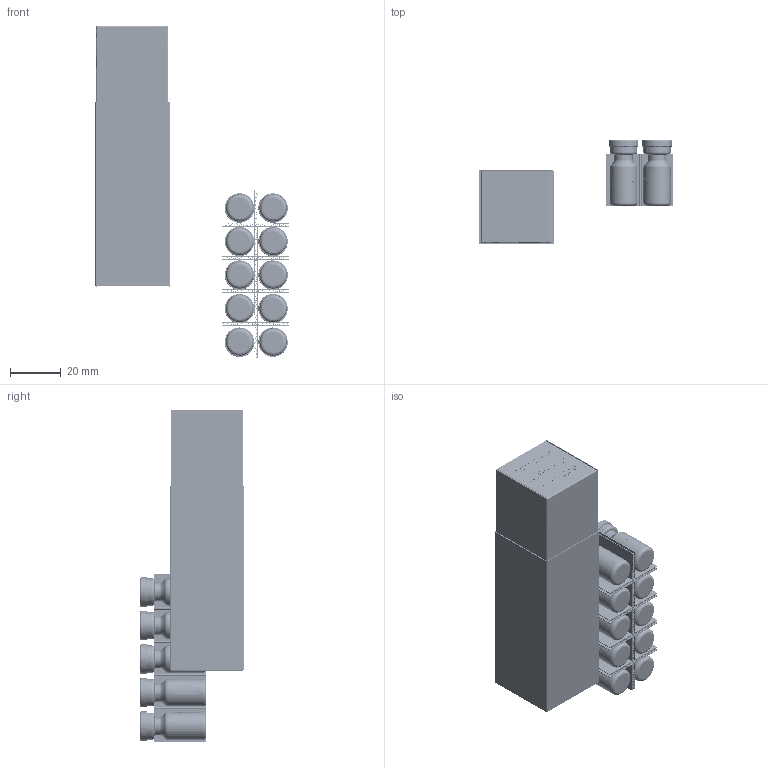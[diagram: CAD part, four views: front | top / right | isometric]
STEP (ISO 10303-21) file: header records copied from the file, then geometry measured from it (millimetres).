
FILE_DESCRIPTION(('FreeCAD Model'),'2;1');
FILE_NAME('Open CASCADE Shape Model','2025-04-29T13:58:50',('FreeCAD'),( 'FreeCAD'),'Open CASCADE STEP processor 7.6','FreeCAD','Unknown');
FILE_SCHEMA(('AUTOMOTIVE_DESIGN { 1 0 10303 214 1 1 1 1 }'));
Products named in the file (1): Open CASCADE STEP translator 7.6 1
Bounding box: 76.31 x 40.86 x 130.56 mm (x, y, z)
Volume: 46555.3 mm3; surface area: 165611.2 mm2
Topology: 134 solids, 134 shells, 8112 faces, 19194 edges, 11804 vertices
Faces by surface type: bspline 8112
Entity records: 411352 total; most frequent: CARTESIAN_POINT 298733, ORIENTED_EDGE 38308, EDGE_CURVE 19154, B_SPLINE_CURVE_WITH_KNOTS 12850, VERTEX_POINT 11804, FACE_BOUND 8606, EDGE_LOOP 8606, ADVANCED_FACE 8112
